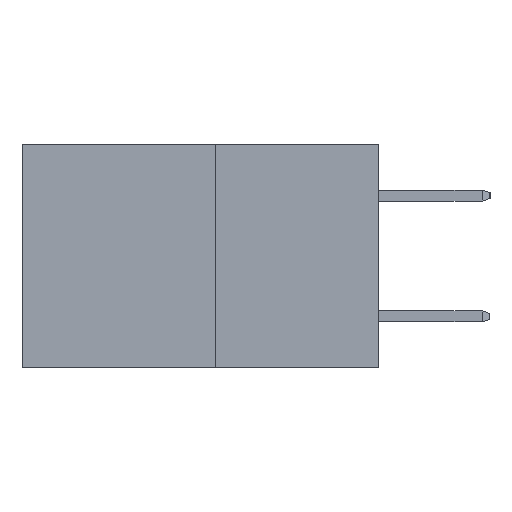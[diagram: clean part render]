
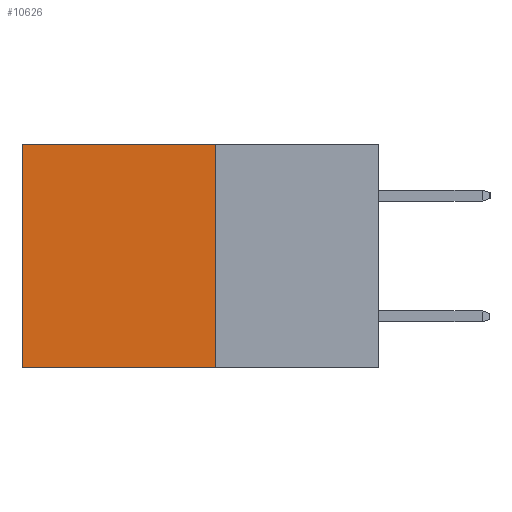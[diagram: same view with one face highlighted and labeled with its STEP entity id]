
A CAD part, left-side view. The second image highlights one B-rep face of the part: STEP entity #10626.
In plain terms, the highlighted planar face has unit normal (-1, 0, 0).
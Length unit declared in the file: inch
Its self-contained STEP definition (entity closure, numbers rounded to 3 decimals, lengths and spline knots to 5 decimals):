
#224 = LINE ( 'NONE', #6745, #6074 ) ;
#665 = EDGE_CURVE ( 'NONE', #1506, #6246, #7731, .T. ) ;
#1506 = VERTEX_POINT ( 'NONE', #7166 ) ;
#1524 = CARTESIAN_POINT ( 'NONE',  ( 0.277, 0.27, -0.37 ) ) ;
#2355 = EDGE_LOOP ( 'NONE', ( #3358, #11085, #8534, #3564 ) ) ;
#2608 = VERTEX_POINT ( 'NONE', #6307 ) ;
#2898 = AXIS2_PLACEMENT_3D ( 'NONE', #1524, #10047, #3747 ) ;
#3313 = EDGE_CURVE ( 'NONE', #2608, #5202, #10250, .T. ) ;
#3358 = ORIENTED_EDGE ( 'NONE', *, *, #3313, .T. ) ;
#3564 = ORIENTED_EDGE ( 'NONE', *, *, #7083, .T. ) ;
#3747 = DIRECTION ( 'NONE',  ( 0., 0., -1. ) ) ;
#4675 = VECTOR ( 'NONE', #12011, 39.37008 ) ;
#5202 = VERTEX_POINT ( 'NONE', #6135 ) ;
#5218 = EDGE_CURVE ( 'NONE', #6246, #5202, #6664, .T. ) ;
#5399 = DIRECTION ( 'NONE',  ( 0., 1., 0. ) ) ;
#6074 = VECTOR ( 'NONE', #5399, 39.37008 ) ;
#6135 = CARTESIAN_POINT ( 'NONE',  ( 0.277, 0.59, -0.37 ) ) ;
#6246 = VERTEX_POINT ( 'NONE', #8974 ) ;
#6307 = CARTESIAN_POINT ( 'NONE',  ( 0.277, 0.59, 0. ) ) ;
#6664 = LINE ( 'NONE', #8666, #9725 ) ;
#6745 = CARTESIAN_POINT ( 'NONE',  ( 0.277, 0.27, 0. ) ) ;
#7067 = CARTESIAN_POINT ( 'NONE',  ( 0.277, 0.27, -0.37 ) ) ;
#7083 = EDGE_CURVE ( 'NONE', #1506, #2608, #224, .T. ) ;
#7166 = CARTESIAN_POINT ( 'NONE',  ( 0.277, 0.27, 0. ) ) ;
#7731 = LINE ( 'NONE', #7067, #12815 ) ;
#7967 = PLANE ( 'NONE',  #2898 ) ;
#8534 = ORIENTED_EDGE ( 'NONE', *, *, #665, .F. ) ;
#8646 = DIRECTION ( 'NONE',  ( 0., 1., 0. ) ) ;
#8666 = CARTESIAN_POINT ( 'NONE',  ( 0.277, 0.27, -0.37 ) ) ;
#8974 = CARTESIAN_POINT ( 'NONE',  ( 0.277, 0.27, -0.37 ) ) ;
#9699 = FACE_OUTER_BOUND ( 'NONE', #2355, .T. ) ;
#9717 = DIRECTION ( 'NONE',  ( 0., 0., -1. ) ) ;
#9725 = VECTOR ( 'NONE', #8646, 39.37008 ) ;
#10047 = DIRECTION ( 'NONE',  ( 1., 0., 0. ) ) ;
#10250 = LINE ( 'NONE', #12516, #4675 ) ;
#10626 = ADVANCED_FACE ( 'NONE', ( #9699 ), #7967, .F. ) ;
#11085 = ORIENTED_EDGE ( 'NONE', *, *, #5218, .F. ) ;
#12011 = DIRECTION ( 'NONE',  ( 0., 0., -1. ) ) ;
#12516 = CARTESIAN_POINT ( 'NONE',  ( 0.277, 0.59, -0.37 ) ) ;
#12815 = VECTOR ( 'NONE', #9717, 39.37008 ) ;
